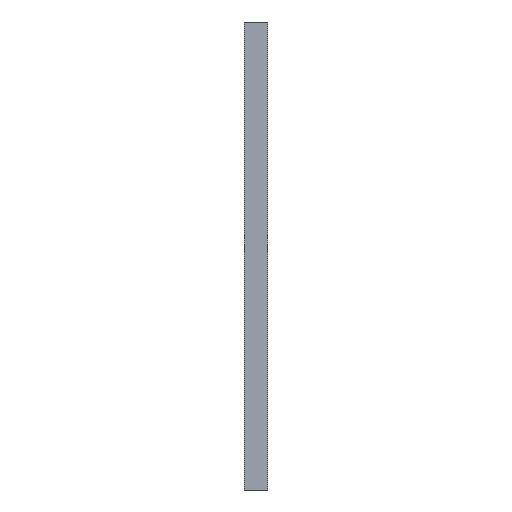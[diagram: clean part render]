
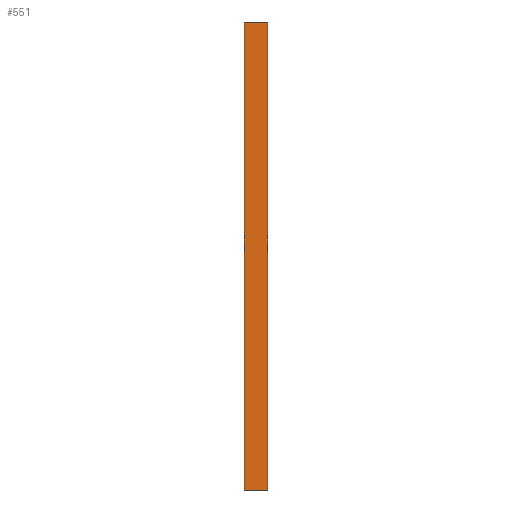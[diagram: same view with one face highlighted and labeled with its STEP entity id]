
A CAD part, front view. The second image highlights one B-rep face of the part: STEP entity #551.
In plain terms, the highlighted planar face has unit normal (0, -1, 0).
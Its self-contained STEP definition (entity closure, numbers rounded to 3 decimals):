
#294 = CARTESIAN_POINT ( 'NONE',  ( 50., -53., 1000. ) ) ;
#314 = AXIS2_PLACEMENT_3D ( 'NONE', #1692, #2082, #825 ) ;
#389 = EDGE_CURVE ( 'NONE', #2199, #1128, #2037, .T. ) ;
#390 = VECTOR ( 'NONE', #1158, 1000. ) ;
#551 = ADVANCED_FACE ( 'NONE', ( #879 ), #2047, .F. ) ;
#614 = DIRECTION ( 'NONE',  ( 1., 0., 0. ) ) ;
#703 = DIRECTION ( 'NONE',  ( 0., 0., -1. ) ) ;
#737 = CARTESIAN_POINT ( 'NONE',  ( -50., -53., 1000. ) ) ;
#781 = VERTEX_POINT ( 'NONE', #1879 ) ;
#825 = DIRECTION ( 'NONE',  ( 0., 0., 1. ) ) ;
#879 = FACE_OUTER_BOUND ( 'NONE', #1324, .T. ) ;
#883 = CARTESIAN_POINT ( 'NONE',  ( 0., -53., -1000. ) ) ;
#931 = ORIENTED_EDGE ( 'NONE', *, *, #389, .F. ) ;
#1040 = CARTESIAN_POINT ( 'NONE',  ( 0., -53., 1000. ) ) ;
#1074 = VECTOR ( 'NONE', #703, 1000. ) ;
#1128 = VERTEX_POINT ( 'NONE', #2372 ) ;
#1132 = VECTOR ( 'NONE', #1695, 1000. ) ;
#1137 = VECTOR ( 'NONE', #614, 1000. ) ;
#1158 = DIRECTION ( 'NONE',  ( 0., 0., -1. ) ) ;
#1324 = EDGE_LOOP ( 'NONE', ( #1701, #2631, #931, #2413 ) ) ;
#1531 = LINE ( 'NONE', #737, #390 ) ;
#1692 = CARTESIAN_POINT ( 'NONE',  ( 0., -53., 1000. ) ) ;
#1695 = DIRECTION ( 'NONE',  ( 1., 0., 0. ) ) ;
#1701 = ORIENTED_EDGE ( 'NONE', *, *, #2112, .T. ) ;
#1793 = EDGE_CURVE ( 'NONE', #2199, #1835, #1531, .T. ) ;
#1835 = VERTEX_POINT ( 'NONE', #1945 ) ;
#1879 = CARTESIAN_POINT ( 'NONE',  ( 50., -53., -1000. ) ) ;
#1945 = CARTESIAN_POINT ( 'NONE',  ( -50., -53., -1000. ) ) ;
#2037 = LINE ( 'NONE', #1040, #1137 ) ;
#2047 = PLANE ( 'NONE',  #314 ) ;
#2082 = DIRECTION ( 'NONE',  ( 0., 1., 0. ) ) ;
#2112 = EDGE_CURVE ( 'NONE', #1835, #781, #2113, .T. ) ;
#2113 = LINE ( 'NONE', #883, #1132 ) ;
#2131 = CARTESIAN_POINT ( 'NONE',  ( -50., -53., 1000. ) ) ;
#2199 = VERTEX_POINT ( 'NONE', #2131 ) ;
#2248 = EDGE_CURVE ( 'NONE', #1128, #781, #2546, .T. ) ;
#2372 = CARTESIAN_POINT ( 'NONE',  ( 50., -53., 1000. ) ) ;
#2413 = ORIENTED_EDGE ( 'NONE', *, *, #1793, .T. ) ;
#2546 = LINE ( 'NONE', #294, #1074 ) ;
#2631 = ORIENTED_EDGE ( 'NONE', *, *, #2248, .F. ) ;
